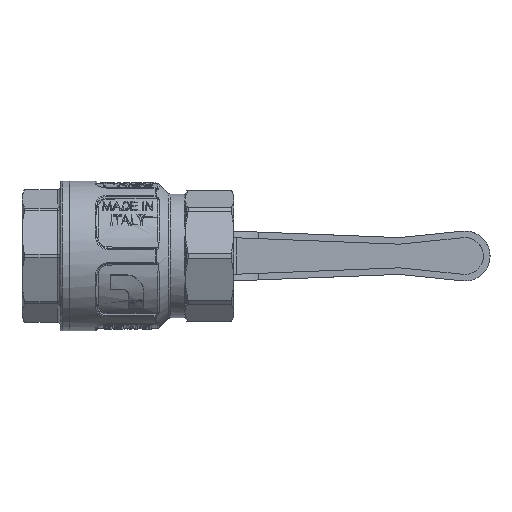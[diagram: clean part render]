
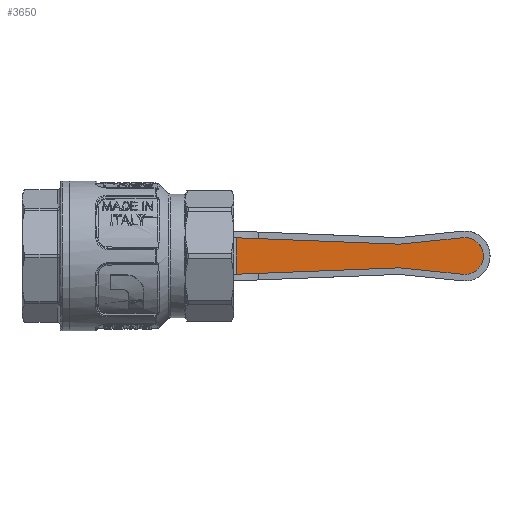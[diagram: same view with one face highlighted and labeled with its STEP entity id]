
A CAD part, front view. The second image highlights one B-rep face of the part: STEP entity #3650.
In plain terms, the highlighted planar face has unit normal (0, -1, 0).
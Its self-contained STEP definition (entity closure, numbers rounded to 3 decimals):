
#2 = B_SPLINE_CURVE_WITH_KNOTS ( 'NONE', 3,
 ( #14634, #30958, #27631, #15819 ),
 .UNSPECIFIED., .F., .F.,
 ( 4, 4 ),
 ( 0., 1. ),
 .UNSPECIFIED. ) ;
#265 = CARTESIAN_POINT ( 'NONE',  ( 41.571, 72.3, -6.936 ) ) ;
#280 = CARTESIAN_POINT ( 'NONE',  ( 134.065, 72.3, -4.271 ) ) ;
#667 = CARTESIAN_POINT ( 'NONE',  ( 127.79, 72.3, -6.964 ) ) ;
#775 = CARTESIAN_POINT ( 'NONE',  ( 135.143, 72.3, 2.254 ) ) ;
#978 = VERTEX_POINT ( 'NONE', #14647 ) ;
#1254 = CARTESIAN_POINT ( 'NONE',  ( 135.455, 72.3, 0.914 ) ) ;
#2928 = VERTEX_POINT ( 'NONE', #265 ) ;
#3650 = ADVANCED_FACE ( 'NONE', ( #27701 ), #48641, .F. ) ;
#4115 = EDGE_CURVE ( 'NONE', #978, #34009, #27910, .T. ) ;
#4629 = CARTESIAN_POINT ( 'NONE',  ( 111.649, 72.3, 5.318 ) ) ;
#4979 = CARTESIAN_POINT ( 'NONE',  ( 131.604, 72.3, 6.291 ) ) ;
#5149 = CARTESIAN_POINT ( 'NONE',  ( 132.771, 72.3, 5.565 ) ) ;
#6243 = CARTESIAN_POINT ( 'NONE',  ( 128.263, 72.3, 7. ) ) ;
#7086 = CARTESIAN_POINT ( 'NONE',  ( 41.571, 72.3, 6.936 ) ) ;
#7820 = CARTESIAN_POINT ( 'NONE',  ( 111.649, 72.3, -5.318 ) ) ;
#7923 = CARTESIAN_POINT ( 'NONE',  ( 132.007, 72.3, -6.076 ) ) ;
#8473 = CARTESIAN_POINT ( 'NONE',  ( 128.026, 72.3, -6.988 ) ) ;
#8502 = CARTESIAN_POINT ( 'NONE',  ( 127.79, 72.3, -6.964 ) ) ;
#9837 = CARTESIAN_POINT ( 'NONE',  ( 128.263, 72.3, -7. ) ) ;
#10312 = VERTEX_POINT ( 'NONE', #17798 ) ;
#11015 = CARTESIAN_POINT ( 'NONE',  ( 41.571, 72.3, 2.312 ) ) ;
#11083 = CARTESIAN_POINT ( 'NONE',  ( 103.578, 72.3, 4.495 ) ) ;
#11998 = CARTESIAN_POINT ( 'NONE',  ( 134.791, 72.3, -3.104 ) ) ;
#12200 = EDGE_CURVE ( 'NONE', #2928, #10312, #49437, .T. ) ;
#12265 = CARTESIAN_POINT ( 'NONE',  ( 62.24, 72.3, 6.122 ) ) ;
#12287 = ORIENTED_EDGE ( 'NONE', *, *, #46259, .F. ) ;
#12302 = ORIENTED_EDGE ( 'NONE', *, *, #18563, .F. ) ;
#12661 = CARTESIAN_POINT ( 'NONE',  ( 135.276, 72.3, 1.817 ) ) ;
#12831 = CARTESIAN_POINT ( 'NONE',  ( 130.754, 72.3, 6.643 ) ) ;
#12932 = EDGE_CURVE ( 'NONE', #17092, #34989, #13318, .T. ) ;
#13318 = B_SPLINE_CURVE_WITH_KNOTS ( 'NONE', 3,
 ( #667, #31324, #7820, #43497 ),
 .UNSPECIFIED., .F., .F.,
 ( 4, 4 ),
 ( 0., 1. ),
 .UNSPECIFIED. ) ;
#14447 = CARTESIAN_POINT ( 'NONE',  ( 128.5, 72.3, 7. ) ) ;
#14634 = CARTESIAN_POINT ( 'NONE',  ( 103.578, 72.3, -4.495 ) ) ;
#14647 = CARTESIAN_POINT ( 'NONE',  ( 128.5, 72.3, -7. ) ) ;
#14753 = AXIS2_PLACEMENT_3D ( 'NONE', #20966, #36951, #17194 ) ;
#15477 = B_SPLINE_CURVE_WITH_KNOTS ( 'NONE', 3,
 ( #36199, #4629, #32579, #36528 ),
 .UNSPECIFIED., .F., .F.,
 ( 4, 4 ),
 ( 0., 1. ),
 .UNSPECIFIED. ) ;
#15619 = CARTESIAN_POINT ( 'NONE',  ( 128.5, 72.3, -7. ) ) ;
#15791 = CARTESIAN_POINT ( 'NONE',  ( 131.604, 72.3, -6.291 ) ) ;
#15819 = CARTESIAN_POINT ( 'NONE',  ( 41.571, 72.3, -6.936 ) ) ;
#15886 = CARTESIAN_POINT ( 'NONE',  ( 82.909, 72.3, 5.309 ) ) ;
#15915 = EDGE_LOOP ( 'NONE', ( #24313, #50180, #45326, #24923, #12287, #12302, #45067, #21633 ) ) ;
#16468 = CARTESIAN_POINT ( 'NONE',  ( 134.576, 72.3, 3.507 ) ) ;
#16645 = VERTEX_POINT ( 'NONE', #31752 ) ;
#17092 = VERTEX_POINT ( 'NONE', #8502 ) ;
#17194 = DIRECTION ( 'NONE',  ( 1., 0., 0. ) ) ;
#17798 = CARTESIAN_POINT ( 'NONE',  ( 41.571, 72.3, 6.936 ) ) ;
#18563 = EDGE_CURVE ( 'NONE', #10312, #32959, #32373, .T. ) ;
#19572 = CARTESIAN_POINT ( 'NONE',  ( 130.317, 72.3, -6.776 ) ) ;
#19733 = CARTESIAN_POINT ( 'NONE',  ( 134.576, 72.3, -3.507 ) ) ;
#20229 = CARTESIAN_POINT ( 'NONE',  ( 135.143, 72.3, -2.254 ) ) ;
#20398 = CARTESIAN_POINT ( 'NONE',  ( 135.455, 72.3, -0.914 ) ) ;
#20966 = CARTESIAN_POINT ( 'NONE',  ( 128.5, 72.3, 0. ) ) ;
#21633 = ORIENTED_EDGE ( 'NONE', *, *, #34238, .F. ) ;
#22853 = CARTESIAN_POINT ( 'NONE',  ( 41.571, 72.3, -2.312 ) ) ;
#23856 = CARTESIAN_POINT ( 'NONE',  ( 128.96, 72.3, -7. ) ) ;
#24313 = ORIENTED_EDGE ( 'NONE', *, *, #12932, .F. ) ;
#24333 = CARTESIAN_POINT ( 'NONE',  ( 134.065, 72.3, 4.271 ) ) ;
#24507 = CARTESIAN_POINT ( 'NONE',  ( 130.317, 72.3, 6.776 ) ) ;
#24514 = EDGE_CURVE ( 'NONE', #17092, #978, #24951, .T. ) ;
#24923 = ORIENTED_EDGE ( 'NONE', *, *, #26893, .T. ) ;
#24951 = B_SPLINE_CURVE_WITH_KNOTS ( 'NONE', 3,
 ( #36972, #8473, #9837, #40917 ),
 .UNSPECIFIED., .F., .F.,
 ( 4, 4 ),
 ( 0., 1. ),
 .UNSPECIFIED. ) ;
#25751 = CARTESIAN_POINT ( 'NONE',  ( 127.79, 72.3, 6.964 ) ) ;
#25933 = CARTESIAN_POINT ( 'NONE',  ( 41.571, 72.3, -6.936 ) ) ;
#26838 = B_SPLINE_CURVE_WITH_KNOTS ( 'NONE', 3,
 ( #14447, #6243, #29902, #25751 ),
 .UNSPECIFIED., .F., .F.,
 ( 4, 4 ),
 ( 0., 1. ),
 .UNSPECIFIED. ) ;
#26893 = EDGE_CURVE ( 'NONE', #34009, #16645, #26838, .T. ) ;
#27631 = CARTESIAN_POINT ( 'NONE',  ( 62.24, 72.3, -6.122 ) ) ;
#27701 = FACE_OUTER_BOUND ( 'NONE', #15915, .T. ) ;
#27910 = B_SPLINE_CURVE_WITH_KNOTS ( 'NONE', 3,
 ( #15619, #23856, #31596, #19572, #35041, #15791, #7923, #35382, #47200, #43268, #280, #19733, #11998, #20229, #31939, #20398, #48182, #36223, #1254, #12661, #775, #44102, #16468, #24333, #39996, #43927, #5149, #36554, #4979, #12831, #24507, #32439, #28112, #47853 ),
 .UNSPECIFIED., .F., .F.,
 ( 4, 2, 2, 2, 2, 2, 2, 2, 2, 2, 2, 2, 2, 2, 2, 2, 4 ),
 ( 0., 0.063, 0.125, 0.188, 0.25, 0.313, 0.375, 0.438, 0.5, 0.563, 0.625, 0.688, 0.75, 0.813, 0.875, 0.938, 1. ),
 .UNSPECIFIED. ) ;
#28112 = CARTESIAN_POINT ( 'NONE',  ( 128.959, 72.3, 7. ) ) ;
#29902 = CARTESIAN_POINT ( 'NONE',  ( 128.026, 72.3, 6.988 ) ) ;
#30958 = CARTESIAN_POINT ( 'NONE',  ( 82.909, 72.3, -5.309 ) ) ;
#31324 = CARTESIAN_POINT ( 'NONE',  ( 119.719, 72.3, -6.141 ) ) ;
#31596 = CARTESIAN_POINT ( 'NONE',  ( 129.414, 72.3, -6.955 ) ) ;
#31677 = CARTESIAN_POINT ( 'NONE',  ( 128.5, 72.3, 7. ) ) ;
#31752 = CARTESIAN_POINT ( 'NONE',  ( 127.79, 72.3, 6.964 ) ) ;
#31939 = CARTESIAN_POINT ( 'NONE',  ( 135.276, 72.3, -1.817 ) ) ;
#32373 = B_SPLINE_CURVE_WITH_KNOTS ( 'NONE', 3,
 ( #34429, #12265, #15886, #11083 ),
 .UNSPECIFIED., .F., .F.,
 ( 4, 4 ),
 ( 0., 1. ),
 .UNSPECIFIED. ) ;
#32439 = CARTESIAN_POINT ( 'NONE',  ( 129.415, 72.3, 6.955 ) ) ;
#32579 = CARTESIAN_POINT ( 'NONE',  ( 119.719, 72.3, 6.141 ) ) ;
#32959 = VERTEX_POINT ( 'NONE', #35182 ) ;
#34009 = VERTEX_POINT ( 'NONE', #31677 ) ;
#34238 = EDGE_CURVE ( 'NONE', #34989, #2928, #2, .T. ) ;
#34429 = CARTESIAN_POINT ( 'NONE',  ( 41.571, 72.3, 6.936 ) ) ;
#34989 = VERTEX_POINT ( 'NONE', #35944 ) ;
#35041 = CARTESIAN_POINT ( 'NONE',  ( 130.754, 72.3, -6.643 ) ) ;
#35182 = CARTESIAN_POINT ( 'NONE',  ( 103.578, 72.3, 4.495 ) ) ;
#35382 = CARTESIAN_POINT ( 'NONE',  ( 132.771, 72.3, -5.565 ) ) ;
#35944 = CARTESIAN_POINT ( 'NONE',  ( 103.578, 72.3, -4.495 ) ) ;
#36199 = CARTESIAN_POINT ( 'NONE',  ( 103.578, 72.3, 4.495 ) ) ;
#36223 = CARTESIAN_POINT ( 'NONE',  ( 135.5, 72.3, 0.46 ) ) ;
#36528 = CARTESIAN_POINT ( 'NONE',  ( 127.79, 72.3, 6.964 ) ) ;
#36554 = CARTESIAN_POINT ( 'NONE',  ( 132.007, 72.3, 6.076 ) ) ;
#36951 = DIRECTION ( 'NONE',  ( 0., 1., 0. ) ) ;
#36972 = CARTESIAN_POINT ( 'NONE',  ( 127.79, 72.3, -6.964 ) ) ;
#39996 = CARTESIAN_POINT ( 'NONE',  ( 133.775, 72.3, 4.625 ) ) ;
#40917 = CARTESIAN_POINT ( 'NONE',  ( 128.5, 72.3, -7. ) ) ;
#43268 = CARTESIAN_POINT ( 'NONE',  ( 133.775, 72.3, -4.624 ) ) ;
#43497 = CARTESIAN_POINT ( 'NONE',  ( 103.578, 72.3, -4.495 ) ) ;
#43927 = CARTESIAN_POINT ( 'NONE',  ( 133.124, 72.3, 5.275 ) ) ;
#44102 = CARTESIAN_POINT ( 'NONE',  ( 134.791, 72.3, 3.104 ) ) ;
#45067 = ORIENTED_EDGE ( 'NONE', *, *, #12200, .F. ) ;
#45326 = ORIENTED_EDGE ( 'NONE', *, *, #4115, .T. ) ;
#46259 = EDGE_CURVE ( 'NONE', #32959, #16645, #15477, .T. ) ;
#47200 = CARTESIAN_POINT ( 'NONE',  ( 133.125, 72.3, -5.275 ) ) ;
#47853 = CARTESIAN_POINT ( 'NONE',  ( 128.5, 72.3, 7. ) ) ;
#48182 = CARTESIAN_POINT ( 'NONE',  ( 135.5, 72.3, -0.46 ) ) ;
#48641 = PLANE ( 'NONE',  #14753 ) ;
#49437 = B_SPLINE_CURVE_WITH_KNOTS ( 'NONE', 3,
 ( #25933, #22853, #11015, #7086 ),
 .UNSPECIFIED., .F., .F.,
 ( 4, 4 ),
 ( 0., 1. ),
 .UNSPECIFIED. ) ;
#50180 = ORIENTED_EDGE ( 'NONE', *, *, #24514, .T. ) ;
